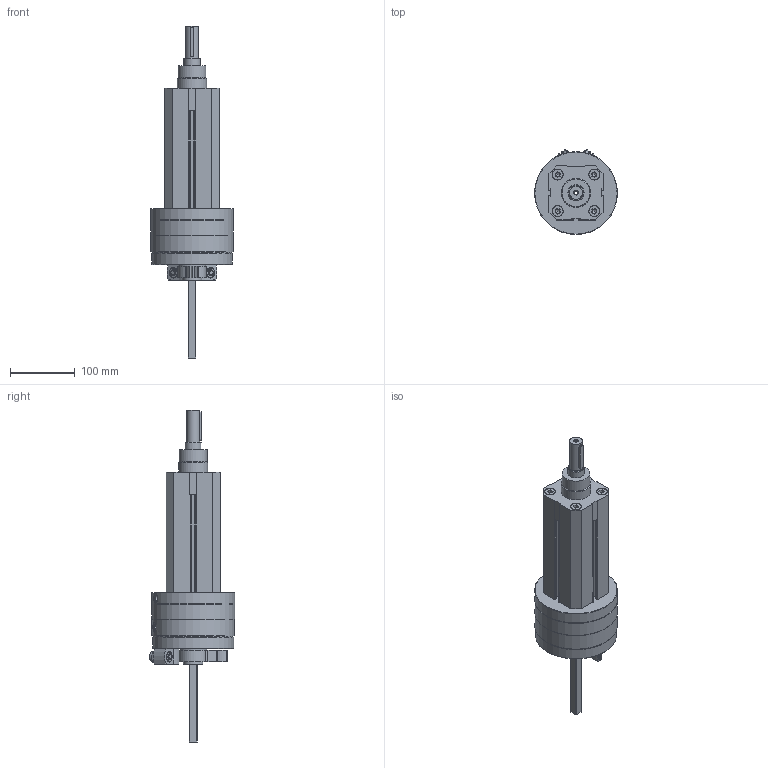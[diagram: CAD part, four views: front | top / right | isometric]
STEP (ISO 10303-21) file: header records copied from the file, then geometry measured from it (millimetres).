
FILE_DESCRIPTION(/* description */ ('STEP AP214'),/* implementation_level */ '2;1');
FILE_NAME(/* name */ '556561_DSL-40-100-270-P-A-S20-B',/* time_stamp */ '2024-08-21T16:56:48+02:00',/* author */ ('License CC BY-ND 4.0'),/* organization */ ('CADENAS'),/* preprocessor_version */ 'ST-DEVELOPER v19.3',/* originating_system */ 'PARTsolutions',/* authorisation */ ' ');
FILE_SCHEMA (('AUTOMOTIVE_DESIGN {1 0 10303 214 3 1 1}'));
Length unit declared in the file: millimetre
Products named in the file (12): 556561 DSL-40-100-270-P-A-S20-B---(0_0); 556561 DSL-40-100-270-P-A-S20-B-100_bz; 704067 DSM-40-BR---(HZ); 710518 DSM-40-P-B; 371076 SLT-20; 342623 DSM-40_NS; DIN-912 - M8x30(F); 348988 SPZ-25-P-A M16X1-5-19; 704066 DSM-40-BL---(HZ); 556561 DSL-100_k; 306999 DSL; Shim ring DIN 988 30x42x2.5
Assembly tree (16 placements, depth 2):
  556561 DSL-40-100-270-P-A-S20-B---(0_0)
    556561 DSL-40-100-270-P-A-S20-B-100_bz
    704067 DSM-40-BR---(HZ)
    710518 DSM-40-P-B  x2
    371076 SLT-20  x2
    342623 DSM-40_NS  x2
    DIN-912 - M8x30(F)  x2
    348988 SPZ-25-P-A M16X1-5-19  x2
    704066 DSM-40-BL---(HZ)
    556561 DSL-100_k
    306999 DSL
    Shim ring DIN 988 30x42x2.5
Bounding box: 128 x 131.55 x 513 mm (x, y, z)
Volume: 2229203.7 mm3; surface area: 275778.5 mm2
Topology: 16 solids, 16 shells, 519 faces, 1243 edges, 785 vertices
Faces by surface type: plane 269, cylinder 165, cone 81, torus 4
Full cylindrical faces by diameter (mm): 1.567 x2, 2.5 x2, 5.6 x1, 5.917 x2, 6.647 x6, 8 x6, 8.566 x4, 9 x2, 9.6 x2, 13 x2, 14.917 x4, 15 x6, 16 x2, 16.6 x1, 17 x4, 20 x1, 25 x2, 30 x3, 42 x1, 43 x1, 45 x1, 53 x1, 61 x1, 78.5 x1, 90 x1, 122 x1, 125 x1, 127.65 x1, 128 x2
Entity records: 12672 total; most frequent: CARTESIAN_POINT 2298, DIRECTION 2177, ORIENTED_EDGE 1868, EDGE_CURVE 934, AXIS2_PLACEMENT_3D 820, VERTEX_POINT 663, FACE_BOUND 615, EDGE_LOOP 607
